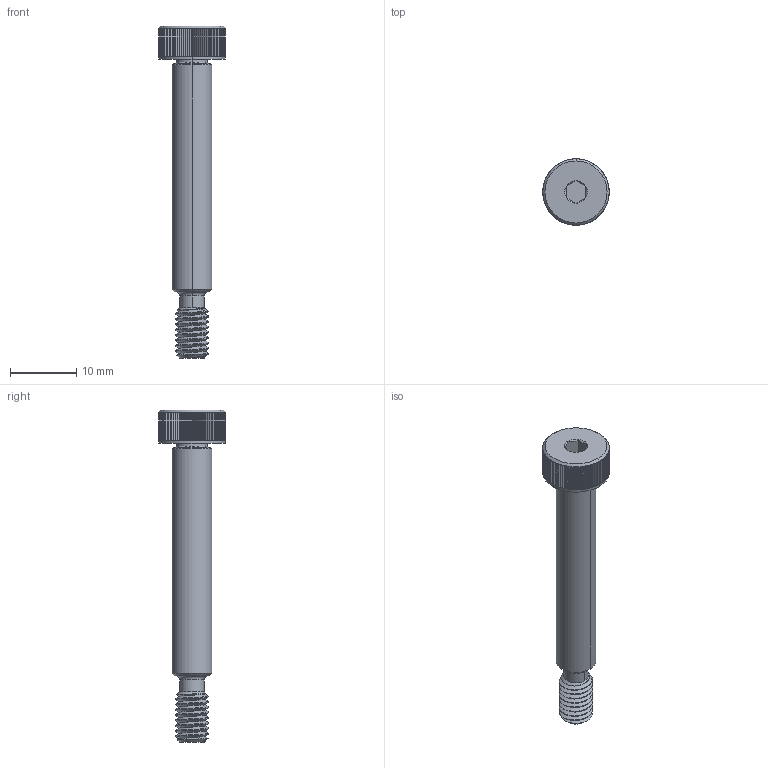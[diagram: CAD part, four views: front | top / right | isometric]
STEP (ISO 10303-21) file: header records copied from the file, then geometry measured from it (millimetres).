
FILE_DESCRIPTION (( 'STEP AP203' ), '1' );
FILE_NAME ('92981A120_Alloy Steel Shoulder Screws.STEP', '2021-09-13T23:06:03', ( 'Administrator' ), ( 'Managed by Terraform' ), 'SwSTEP 2.0', 'SolidWorks 2017', '' );
FILE_SCHEMA (( 'CONFIG_CONTROL_DESIGN' ));
Length unit declared in the file: millimetre
Products named in the file (1): 92981A120_Alloy Steel Shoulder Screws
Bounding box: 10 x 10 x 50 mm (x, y, z)
Volume: 1481.6 mm3; surface area: 1341.5 mm2
Topology: 1 solids, 1 shells, 457 faces, 1035 edges, 682 vertices
Faces by surface type: plane 408, cylinder 25, cone 19, bspline 3, torus 2
Entity records: 14693 total; most frequent: CARTESIAN_POINT 4229, DIRECTION 2131, ORIENTED_EDGE 2070, EDGE_CURVE 1035, LINE 743, VECTOR 743, AXIS2_PLACEMENT_3D 694, VERTEX_POINT 682
